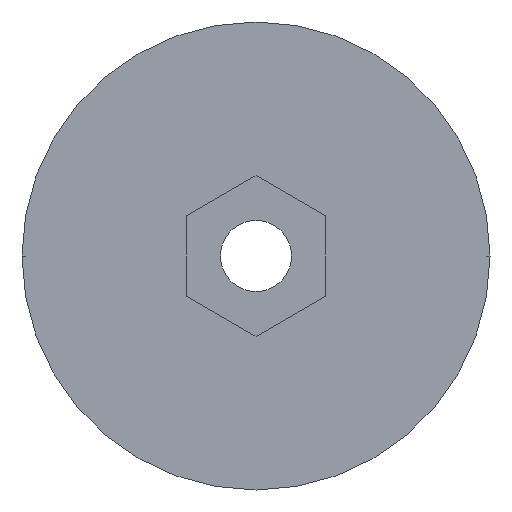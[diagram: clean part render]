
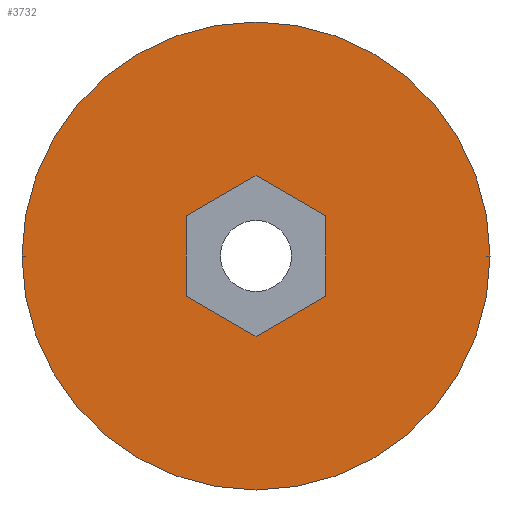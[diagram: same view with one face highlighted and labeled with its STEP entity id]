
A CAD part, left-side view. The second image highlights one B-rep face of the part: STEP entity #3732.
In plain terms, the highlighted planar face has unit normal (-1, 0, 0).
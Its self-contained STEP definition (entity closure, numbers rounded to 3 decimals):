
#115=CARTESIAN_POINT('',(0.,0.,0.));
#116=DIRECTION('',(-1.,0.,0.));
#117=DIRECTION('',(0.,1.,0.));
#118=AXIS2_PLACEMENT_3D('',#115,#116,#117);
#120=CARTESIAN_POINT('',(0.,0.,0.));
#121=DIRECTION('',(1.,0.,0.));
#122=DIRECTION('',(0.,1.,0.));
#123=AXIS2_PLACEMENT_3D('',#120,#121,#122);
#125=DIRECTION('',(0.,-0.866,-0.5));
#126=VECTOR('',#125,1.155);
#127=CARTESIAN_POINT('',(0.,0.,1.155));
#128=LINE('',#127,#126);
#129=DIRECTION('',(0.,-0.866,0.5));
#130=VECTOR('',#129,1.155);
#131=CARTESIAN_POINT('',(0.,1.,0.577));
#132=LINE('',#131,#130);
#133=DIRECTION('',(0.,0.,1.));
#134=VECTOR('',#133,1.155);
#135=CARTESIAN_POINT('',(0.,1.,-0.577));
#136=LINE('',#135,#134);
#137=DIRECTION('',(0.,0.866,0.5));
#138=VECTOR('',#137,1.155);
#139=CARTESIAN_POINT('',(0.,0.,-1.155));
#140=LINE('',#139,#138);
#141=DIRECTION('',(0.,0.866,-0.5));
#142=VECTOR('',#141,1.155);
#143=CARTESIAN_POINT('',(0.,-1.,-0.577));
#144=LINE('',#143,#142);
#145=DIRECTION('',(0.,0.,-1.));
#146=VECTOR('',#145,1.155);
#147=CARTESIAN_POINT('',(0.,-1.,0.577));
#148=LINE('',#147,#146);
#3636=CARTESIAN_POINT('',(0.,3.36,0.));
#3637=CARTESIAN_POINT('',(0.,-3.36,0.));
#3638=VERTEX_POINT('',#3636);
#3639=VERTEX_POINT('',#3637);
#3656=CARTESIAN_POINT('',(0.,0.,1.155));
#3657=CARTESIAN_POINT('',(0.,-1.,0.577));
#3658=VERTEX_POINT('',#3656);
#3659=VERTEX_POINT('',#3657);
#3660=CARTESIAN_POINT('',(0.,-1.,-0.577));
#3661=VERTEX_POINT('',#3660);
#3662=CARTESIAN_POINT('',(0.,0.,-1.155));
#3663=VERTEX_POINT('',#3662);
#3664=CARTESIAN_POINT('',(0.,1.,-0.577));
#3665=VERTEX_POINT('',#3664);
#3666=CARTESIAN_POINT('',(0.,1.,0.577));
#3667=VERTEX_POINT('',#3666);
#3707=CARTESIAN_POINT('',(0.,0.,0.));
#3708=DIRECTION('',(1.,0.,0.));
#3709=DIRECTION('',(0.,-1.,0.));
#3710=AXIS2_PLACEMENT_3D('',#3707,#3708,#3709);
#3711=PLANE('',#3710);
#3713=ORIENTED_EDGE('',*,*,#3712,.F.);
#3715=ORIENTED_EDGE('',*,*,#3714,.T.);
#3716=EDGE_LOOP('',(#3713,#3715));
#3717=FACE_OUTER_BOUND('',#3716,.F.);
#3719=ORIENTED_EDGE('',*,*,#3718,.F.);
#3721=ORIENTED_EDGE('',*,*,#3720,.F.);
#3723=ORIENTED_EDGE('',*,*,#3722,.F.);
#3725=ORIENTED_EDGE('',*,*,#3724,.F.);
#3727=ORIENTED_EDGE('',*,*,#3726,.F.);
#3729=ORIENTED_EDGE('',*,*,#3728,.F.);
#3730=EDGE_LOOP('',(#3719,#3721,#3723,#3725,#3727,#3729));
#3731=FACE_BOUND('',#3730,.F.);
#119=CIRCLE('',#118,3.36);
#124=CIRCLE('',#123,3.36);
#3712=EDGE_CURVE('',#3638,#3639,#119,.T.);
#3714=EDGE_CURVE('',#3638,#3639,#124,.T.);
#3718=EDGE_CURVE('',#3658,#3659,#128,.T.);
#3720=EDGE_CURVE('',#3667,#3658,#132,.T.);
#3722=EDGE_CURVE('',#3665,#3667,#136,.T.);
#3724=EDGE_CURVE('',#3663,#3665,#140,.T.);
#3726=EDGE_CURVE('',#3661,#3663,#144,.T.);
#3728=EDGE_CURVE('',#3659,#3661,#148,.T.);
#3732=ADVANCED_FACE('',(#3717,#3731),#3711,.F.);
